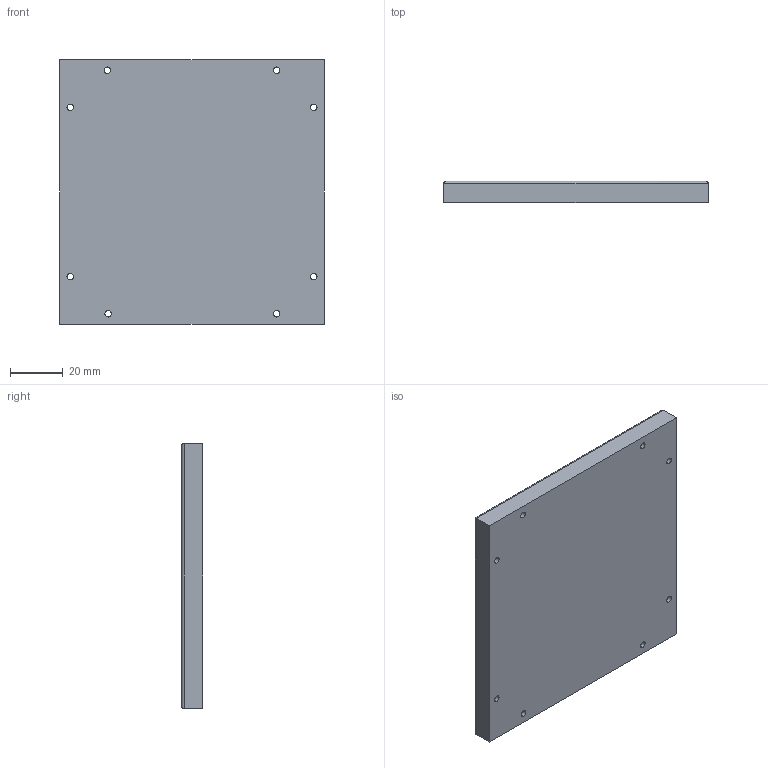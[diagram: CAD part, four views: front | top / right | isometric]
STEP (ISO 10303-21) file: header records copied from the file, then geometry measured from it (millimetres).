
FILE_DESCRIPTION (( 'STEP AP214' ), '1' );
FILE_NAME ('cover_top.STEP', '2021-08-18T04:17:25', ( '' ), ( '' ), 'SwSTEP 2.0', 'SolidWorks 2019', '' );
FILE_SCHEMA (( 'AUTOMOTIVE_DESIGN' ));
Length unit declared in the file: millimetre
Products named in the file (1): cover_top
Bounding box: 100 x 8 x 100 mm (x, y, z)
Volume: 79386 mm3; surface area: 23570.9 mm2
Topology: 1 solids, 1 shells, 50 faces, 116 edges, 76 vertices
Faces by surface type: cylinder 36, plane 14
Entity records: 1518 total; most frequent: DIRECTION 278, CARTESIAN_POINT 255, ORIENTED_EDGE 232, EDGE_CURVE 116, AXIS2_PLACEMENT_3D 115, VERTEX_POINT 76, EDGE_LOOP 74, CIRCLE 64
